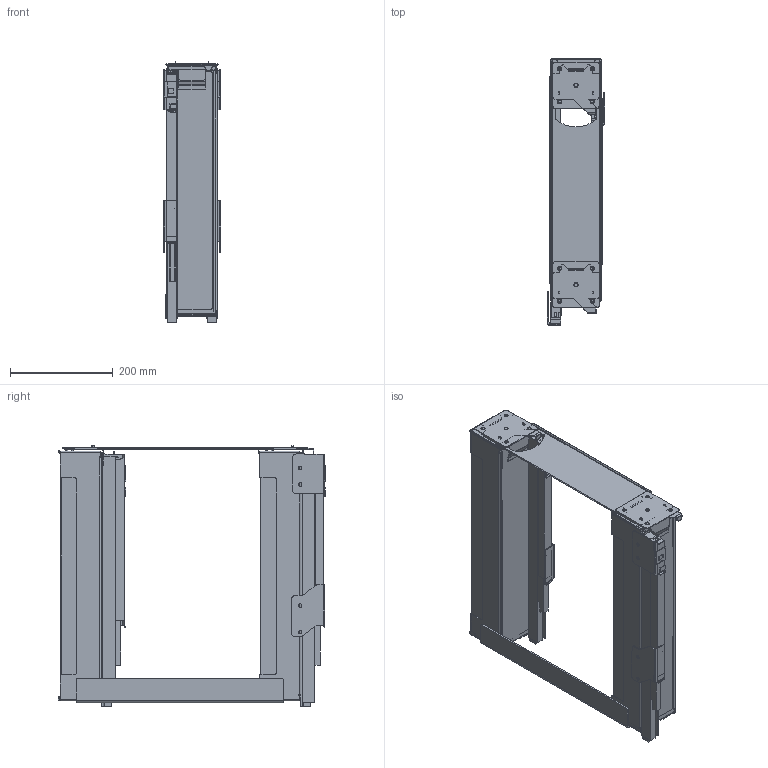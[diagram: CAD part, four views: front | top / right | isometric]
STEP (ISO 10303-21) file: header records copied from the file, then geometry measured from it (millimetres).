
FILE_DESCRIPTION(/* description */ (''),/* implementation_level */ '2;1');
FILE_NAME(/* name */ '3D_200-2519-XX.sat.ipt.stp',/* time_stamp */ '2023-04-17T13:51:56+02:00',/* author */ (''),/* organization */ (''),/* preprocessor_version */ 'ST-DEVELOPER v18.1',/* originating_system */ 'Autodesk Inventor 2021',/* authorisation */ '');
FILE_SCHEMA (('CONFIG_CONTROL_DESIGN'));
Length unit declared in the file: millimetre
Products named in the file (1): 3D_200-2519-XX.sat
Bounding box: 112 x 520.48 x 508.7 mm (x, y, z)
Volume: 2161975.9 mm3; surface area: 1039865.8 mm2
Topology: 3 solids, 3 shells, 1336 faces, 3622 edges, 2302 vertices
Faces by surface type: plane 847, cylinder 411, bspline 62, cone 10, torus 6
Full cylindrical faces by diameter (mm): 0.2 x4, 6.3 x10, 6.8 x8
Entity records: 45190 total; most frequent: CARTESIAN_POINT 10383, ORIENTED_EDGE 7240, DIRECTION 6966, EDGE_CURVE 3620, LINE 2624, VECTOR 2624, VERTEX_POINT 2302, AXIS2_PLACEMENT_3D 2171
